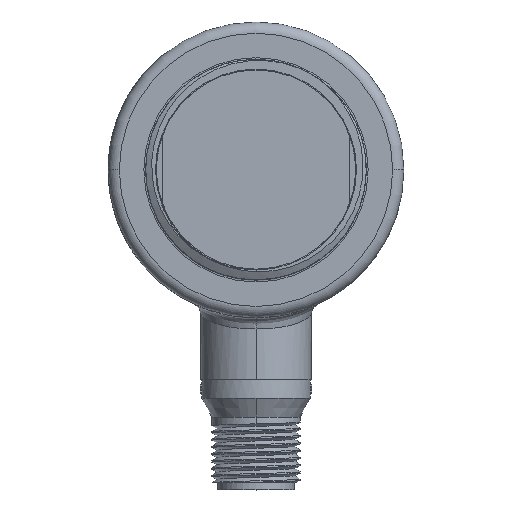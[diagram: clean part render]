
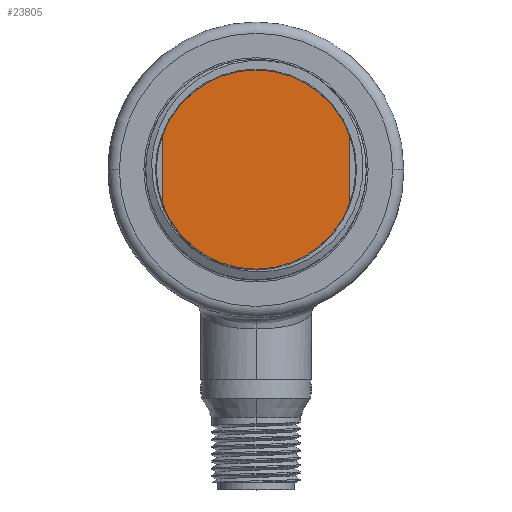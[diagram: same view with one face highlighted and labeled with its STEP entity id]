
A CAD part, top view. The second image highlights one B-rep face of the part: STEP entity #23805.
In plain terms, the highlighted planar face has unit normal (0, 0, 1).
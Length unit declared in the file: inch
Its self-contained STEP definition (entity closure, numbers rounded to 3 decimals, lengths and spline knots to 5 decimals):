
#5649=DIRECTION('',(0.,-1.,0.));
#5650=VECTOR('',#5649,0.36637);
#5651=CARTESIAN_POINT('',(0.5,0.18318,1.336));
#5652=LINE('',#5651,#5650);
#5653=CARTESIAN_POINT('',(0.,0.,1.336));
#5654=DIRECTION('',(0.,0.,-1.));
#5655=DIRECTION('',(0.939,-0.344,0.));
#5656=AXIS2_PLACEMENT_3D('',#5653,#5654,#5655);
#5658=DIRECTION('',(0.,1.,0.));
#5659=VECTOR('',#5658,0.36637);
#5660=CARTESIAN_POINT('',(-0.5,-0.18318,1.336));
#5661=LINE('',#5660,#5659);
#5662=CARTESIAN_POINT('',(0.,0.,1.336));
#5663=DIRECTION('',(0.,0.,-1.));
#5664=DIRECTION('',(-0.939,0.344,0.));
#5665=AXIS2_PLACEMENT_3D('',#5662,#5663,#5664);
#18451=CARTESIAN_POINT('',(-0.5,-0.18318,1.336));
#18452=CARTESIAN_POINT('',(-0.5,0.18318,1.336));
#18453=VERTEX_POINT('',#18451);
#18454=VERTEX_POINT('',#18452);
#18459=CARTESIAN_POINT('',(0.5,0.18318,1.336));
#18460=CARTESIAN_POINT('',(0.5,-0.18318,1.336));
#18461=VERTEX_POINT('',#18459);
#18462=VERTEX_POINT('',#18460);
#23792=CARTESIAN_POINT('',(0.,0.,1.336));
#23793=DIRECTION('',(0.,0.,-1.));
#23794=DIRECTION('',(1.,0.,0.));
#23795=AXIS2_PLACEMENT_3D('',#23792,#23793,#23794);
#23796=PLANE('',#23795);
#23797=ORIENTED_EDGE('',*,*,#23783,.T.);
#23798=ORIENTED_EDGE('',*,*,#23760,.T.);
#23800=ORIENTED_EDGE('',*,*,#23799,.T.);
#23802=ORIENTED_EDGE('',*,*,#23801,.T.);
#23803=EDGE_LOOP('',(#23797,#23798,#23800,#23802));
#23804=FACE_OUTER_BOUND('',#23803,.F.);
#23805=ADVANCED_FACE('',(#23804),#23796,.F.);
#5657=CIRCLE('',#5656,0.5325);
#5666=CIRCLE('',#5665,0.5325);
#23760=EDGE_CURVE('',#18462,#18453,#5657,.T.);
#23783=EDGE_CURVE('',#18461,#18462,#5652,.T.);
#23799=EDGE_CURVE('',#18453,#18454,#5661,.T.);
#23801=EDGE_CURVE('',#18454,#18461,#5666,.T.);
